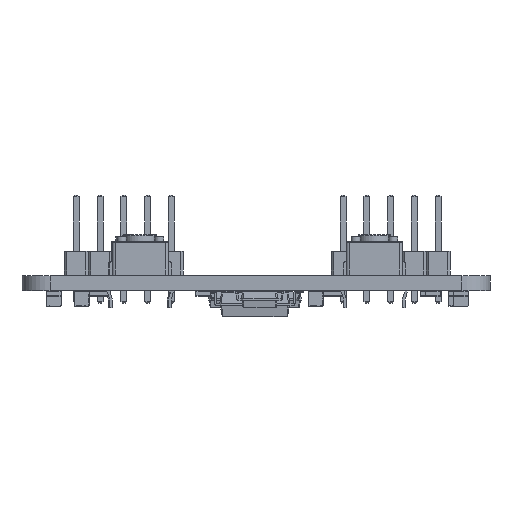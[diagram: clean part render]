
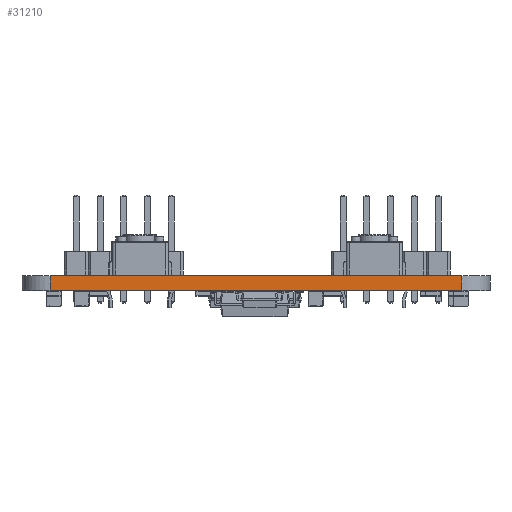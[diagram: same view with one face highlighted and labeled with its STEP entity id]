
A CAD part, front view. The second image highlights one B-rep face of the part: STEP entity #31210.
In plain terms, the highlighted planar face has unit normal (0, -1, 0).
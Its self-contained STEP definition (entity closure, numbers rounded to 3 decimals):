
#29522 = VERTEX_POINT('',#29523);
#29523 = CARTESIAN_POINT('',(22.021,-49.879,0.));
#29530 = EDGE_CURVE('',#29522,#29531,#29533,.T.);
#29531 = VERTEX_POINT('',#29532);
#29532 = CARTESIAN_POINT('',(-21.979,-49.879,0.));
#29533 = LINE('',#29534,#29535);
#29534 = CARTESIAN_POINT('',(22.021,-49.879,0.));
#29535 = VECTOR('',#29536,1.);
#29536 = DIRECTION('',(-1.,0.,0.));
#30344 = VERTEX_POINT('',#30345);
#30345 = CARTESIAN_POINT('',(22.021,-49.879,1.6));
#30352 = EDGE_CURVE('',#30344,#30353,#30355,.T.);
#30353 = VERTEX_POINT('',#30354);
#30354 = CARTESIAN_POINT('',(-21.979,-49.879,1.6));
#30355 = LINE('',#30356,#30357);
#30356 = CARTESIAN_POINT('',(22.021,-49.879,1.6));
#30357 = VECTOR('',#30358,1.);
#30358 = DIRECTION('',(-1.,0.,0.));
#31182 = EDGE_CURVE('',#29522,#30344,#31183,.T.);
#31183 = LINE('',#31184,#31185);
#31184 = CARTESIAN_POINT('',(22.021,-49.879,0.));
#31185 = VECTOR('',#31186,1.);
#31186 = DIRECTION('',(0.,0.,1.));
#31210 = ADVANCED_FACE('',(#31211),#31222,.T.);
#31211 = FACE_BOUND('',#31212,.T.);
#31212 = EDGE_LOOP('',(#31213,#31214,#31215,#31221));
#31213 = ORIENTED_EDGE('',*,*,#31182,.T.);
#31214 = ORIENTED_EDGE('',*,*,#30352,.T.);
#31215 = ORIENTED_EDGE('',*,*,#31216,.F.);
#31216 = EDGE_CURVE('',#29531,#30353,#31217,.T.);
#31217 = LINE('',#31218,#31219);
#31218 = CARTESIAN_POINT('',(-21.979,-49.879,0.));
#31219 = VECTOR('',#31220,1.);
#31220 = DIRECTION('',(0.,0.,1.));
#31221 = ORIENTED_EDGE('',*,*,#29530,.F.);
#31222 = PLANE('',#31223);
#31223 = AXIS2_PLACEMENT_3D('',#31224,#31225,#31226);
#31224 = CARTESIAN_POINT('',(22.021,-49.879,0.));
#31225 = DIRECTION('',(0.,-1.,0.));
#31226 = DIRECTION('',(-1.,0.,0.));
